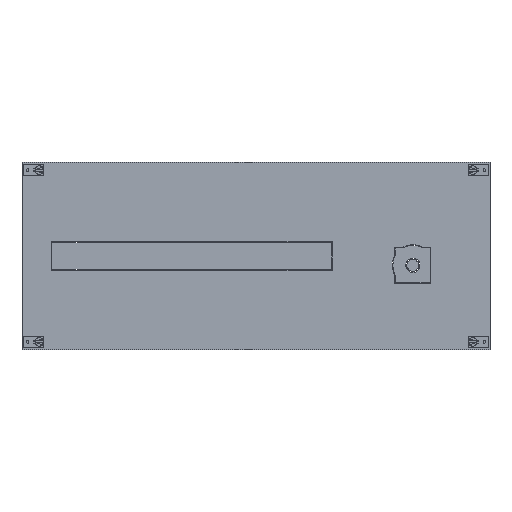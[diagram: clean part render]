
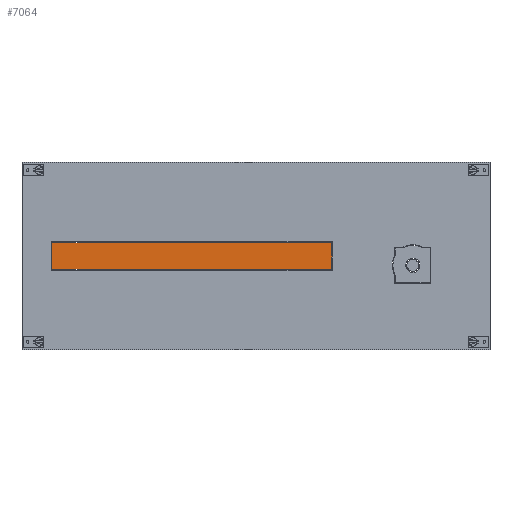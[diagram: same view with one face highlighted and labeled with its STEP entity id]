
A CAD part, top view. The second image highlights one B-rep face of the part: STEP entity #7064.
In plain terms, the highlighted planar face has unit normal (0, 0, 1).
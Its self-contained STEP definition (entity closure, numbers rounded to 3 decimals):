
#6949=DIRECTION('',(0.,-1.,0.));
#6950=VECTOR('',#6949,43.);
#6951=CARTESIAN_POINT('',(129.,46.5,1.));
#6952=LINE('',#6951,#6950);
#6956=DIRECTION('',(-1.,0.,0.));
#6957=VECTOR('',#6956,448.);
#6958=CARTESIAN_POINT('',(577.,46.5,1.));
#6959=LINE('',#6958,#6957);
#6963=DIRECTION('',(0.,1.,0.));
#6964=VECTOR('',#6963,43.);
#6965=CARTESIAN_POINT('',(577.,3.5,1.));
#6966=LINE('',#6965,#6964);
#6970=DIRECTION('',(1.,0.,0.));
#6971=VECTOR('',#6970,448.);
#6972=CARTESIAN_POINT('',(129.,3.5,1.));
#6973=LINE('',#6972,#6971);
#7033=CARTESIAN_POINT('',(129.,46.5,1.));
#7034=CARTESIAN_POINT('',(129.,3.5,1.));
#7035=VERTEX_POINT('',#7033);
#7036=VERTEX_POINT('',#7034);
#7037=CARTESIAN_POINT('',(577.,3.5,1.));
#7038=VERTEX_POINT('',#7037);
#7039=CARTESIAN_POINT('',(577.,46.5,1.));
#7040=VERTEX_POINT('',#7039);
#7049=CARTESIAN_POINT('',(0.,0.,1.));
#7050=DIRECTION('',(0.,0.,1.));
#7051=DIRECTION('',(1.,0.,0.));
#7052=AXIS2_PLACEMENT_3D('',#7049,#7050,#7051);
#7053=PLANE('',#7052);
#7055=ORIENTED_EDGE('',*,*,#7054,.F.);
#7057=ORIENTED_EDGE('',*,*,#7056,.F.);
#7059=ORIENTED_EDGE('',*,*,#7058,.F.);
#7061=ORIENTED_EDGE('',*,*,#7060,.F.);
#7062=EDGE_LOOP('',(#7055,#7057,#7059,#7061));
#7063=FACE_OUTER_BOUND('',#7062,.F.);
#7054=EDGE_CURVE('',#7035,#7036,#6952,.T.);
#7056=EDGE_CURVE('',#7040,#7035,#6959,.T.);
#7058=EDGE_CURVE('',#7038,#7040,#6966,.T.);
#7060=EDGE_CURVE('',#7036,#7038,#6973,.T.);
#7064=ADVANCED_FACE('',(#7063),#7053,.T.);
